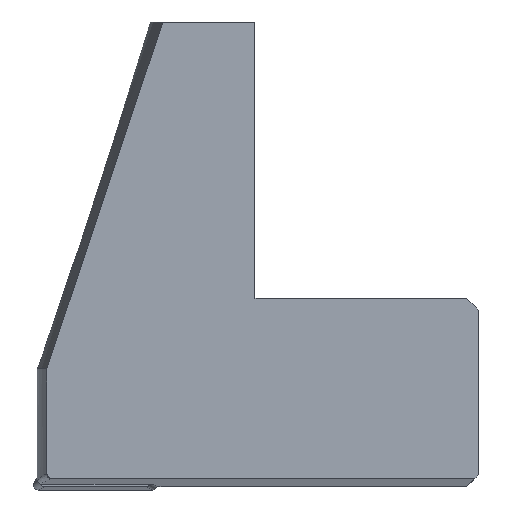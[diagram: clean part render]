
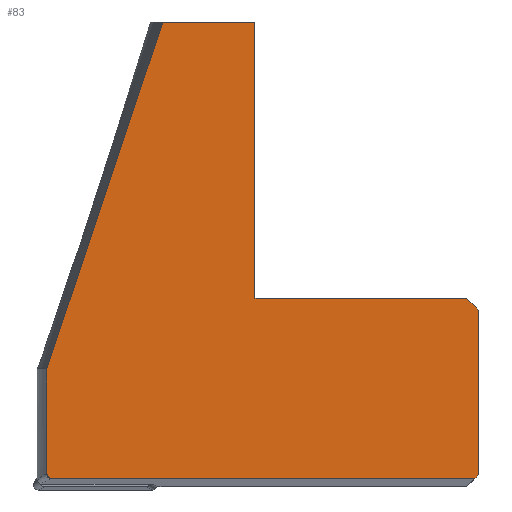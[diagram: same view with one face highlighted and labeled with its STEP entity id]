
A CAD part, front view. The second image highlights one B-rep face of the part: STEP entity #83.
In plain terms, the highlighted planar face has unit normal (0, -1, 0).
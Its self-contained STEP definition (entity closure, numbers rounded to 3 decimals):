
#35=B_SPLINE_CURVE_WITH_KNOTS('',3,(#812,#813,#814,#815,#816,#817,#818,
#819,#820,#821,#822,#823,#824,#825,#826,#827),.UNSPECIFIED.,.F.,.F.,(4,
3,3,3,3,4),(0.,0.211,0.423,0.634,0.847,
1.),.UNSPECIFIED.);
#36=B_SPLINE_CURVE_WITH_KNOTS('',3,(#840,#841,#842,#843,#844,#845,#846,
#847,#848),.UNSPECIFIED.,.F.,.F.,(4,1,1,1,1,1,4),(0.,0.167,0.333,
0.5,0.667,0.833,1.),.UNSPECIFIED.);
#83=ADVANCED_FACE('',(#132),#107,.F.);
#107=PLANE('',#582);
#132=FACE_OUTER_BOUND('',#160,.T.);
#160=EDGE_LOOP('',(#226,#227,#228,#229,#230,#231,#232,#233,#234,#235));
#226=ORIENTED_EDGE('',*,*,#391,.F.);
#227=ORIENTED_EDGE('',*,*,#394,.T.);
#228=ORIENTED_EDGE('',*,*,#386,.F.);
#229=ORIENTED_EDGE('',*,*,#395,.F.);
#230=ORIENTED_EDGE('',*,*,#396,.T.);
#231=ORIENTED_EDGE('',*,*,#397,.T.);
#232=ORIENTED_EDGE('',*,*,#398,.T.);
#233=ORIENTED_EDGE('',*,*,#399,.T.);
#234=ORIENTED_EDGE('',*,*,#400,.F.);
#235=ORIENTED_EDGE('',*,*,#401,.F.);
#334=VERTEX_POINT('',#794);
#335=VERTEX_POINT('',#796);
#339=VERTEX_POINT('',#805);
#340=VERTEX_POINT('',#807);
#342=VERTEX_POINT('',#829);
#343=VERTEX_POINT('',#831);
#344=VERTEX_POINT('',#833);
#345=VERTEX_POINT('',#835);
#346=VERTEX_POINT('',#837);
#347=VERTEX_POINT('',#839);
#386=EDGE_CURVE('',#334,#335,#450,.T.);
#391=EDGE_CURVE('',#339,#340,#452,.T.);
#394=EDGE_CURVE('',#339,#335,#35,.T.);
#395=EDGE_CURVE('',#342,#334,#454,.T.);
#396=EDGE_CURVE('',#342,#343,#455,.T.);
#397=EDGE_CURVE('',#343,#344,#456,.T.);
#398=EDGE_CURVE('',#344,#345,#457,.T.);
#399=EDGE_CURVE('',#345,#346,#458,.T.);
#400=EDGE_CURVE('',#347,#346,#459,.T.);
#401=EDGE_CURVE('',#340,#347,#36,.T.);
#450=LINE('',#795,#501);
#452=LINE('',#806,#503);
#454=LINE('',#828,#505);
#455=LINE('',#830,#506);
#456=LINE('',#832,#507);
#457=LINE('',#834,#508);
#458=LINE('',#836,#509);
#459=LINE('',#838,#510);
#501=VECTOR('',#655,1.);
#503=VECTOR('',#665,1.);
#505=VECTOR('',#671,1.);
#506=VECTOR('',#672,1.);
#507=VECTOR('',#673,1.);
#508=VECTOR('',#674,1.);
#509=VECTOR('',#675,1.);
#510=VECTOR('',#676,1.);
#582=AXIS2_PLACEMENT_3D('',#849,#677,#678);
#655=DIRECTION('',(-1.,0.,0.));
#665=DIRECTION('',(0.,0.,1.));
#671=DIRECTION('',(-0.707,0.,-0.707));
#672=DIRECTION('',(0.,0.,1.));
#673=DIRECTION('',(-0.707,0.,0.707));
#674=DIRECTION('',(-1.,0.,0.));
#675=DIRECTION('',(0.,0.,1.));
#676=DIRECTION('',(1.,0.,0.));
#677=DIRECTION('',(0.,1.,0.));
#678=DIRECTION('',(0.,0.,1.));
#794=CARTESIAN_POINT('',(18.7,-8.,-15.3));
#795=CARTESIAN_POINT('',(18.7,-8.,-15.3));
#796=CARTESIAN_POINT('',(-17.291,-8.,-15.3));
#805=CARTESIAN_POINT('',(-17.692,-8.,-14.906));
#806=CARTESIAN_POINT('',(-17.692,-8.,-14.906));
#807=CARTESIAN_POINT('',(-17.692,-8.,-6.));
#812=CARTESIAN_POINT('',(-17.692,-8.,-14.906));
#813=CARTESIAN_POINT('',(-17.692,-8.,-14.949));
#814=CARTESIAN_POINT('',(-17.684,-8.,-14.994));
#815=CARTESIAN_POINT('',(-17.67,-8.,-15.035));
#816=CARTESIAN_POINT('',(-17.655,-8.,-15.077));
#817=CARTESIAN_POINT('',(-17.633,-8.,-15.116));
#818=CARTESIAN_POINT('',(-17.606,-8.,-15.15));
#819=CARTESIAN_POINT('',(-17.579,-8.,-15.184));
#820=CARTESIAN_POINT('',(-17.545,-8.,-15.214));
#821=CARTESIAN_POINT('',(-17.508,-8.,-15.238));
#822=CARTESIAN_POINT('',(-17.471,-8.,-15.261));
#823=CARTESIAN_POINT('',(-17.429,-8.,-15.279));
#824=CARTESIAN_POINT('',(-17.386,-8.,-15.289));
#825=CARTESIAN_POINT('',(-17.355,-8.,-15.296));
#826=CARTESIAN_POINT('',(-17.323,-8.,-15.3));
#827=CARTESIAN_POINT('',(-17.291,-8.,-15.3));
#828=CARTESIAN_POINT('',(19.,-8.,-15.));
#829=CARTESIAN_POINT('',(19.,-8.,-15.));
#830=CARTESIAN_POINT('',(19.,-8.,-15.));
#831=CARTESIAN_POINT('',(19.,-8.,-1.));
#832=CARTESIAN_POINT('',(19.,-8.,-1.));
#833=CARTESIAN_POINT('',(18.,-8.,0.));
#834=CARTESIAN_POINT('',(18.,-8.,0.));
#835=CARTESIAN_POINT('',(0.,-8.,0.));
#836=CARTESIAN_POINT('',(0.,-8.,0.8));
#837=CARTESIAN_POINT('',(0.,-8.,23.5));
#838=CARTESIAN_POINT('',(-7.844,-8.,23.5));
#839=CARTESIAN_POINT('',(-7.844,-8.,23.5));
#840=CARTESIAN_POINT('',(-17.692,-8.,-6.));
#841=CARTESIAN_POINT('',(-17.023,-8.,-3.983));
#842=CARTESIAN_POINT('',(-15.73,-8.,-0.087));
#843=CARTESIAN_POINT('',(-13.928,-8.,5.328));
#844=CARTESIAN_POINT('',(-12.247,-8.,10.369));
#845=CARTESIAN_POINT('',(-10.676,-8.,15.066));
#846=CARTESIAN_POINT('',(-9.208,-8.,19.447));
#847=CARTESIAN_POINT('',(-8.288,-8.,22.181));
#848=CARTESIAN_POINT('',(-7.844,-8.,23.5));
#849=CARTESIAN_POINT('',(-22.957,-8.,-16.));
